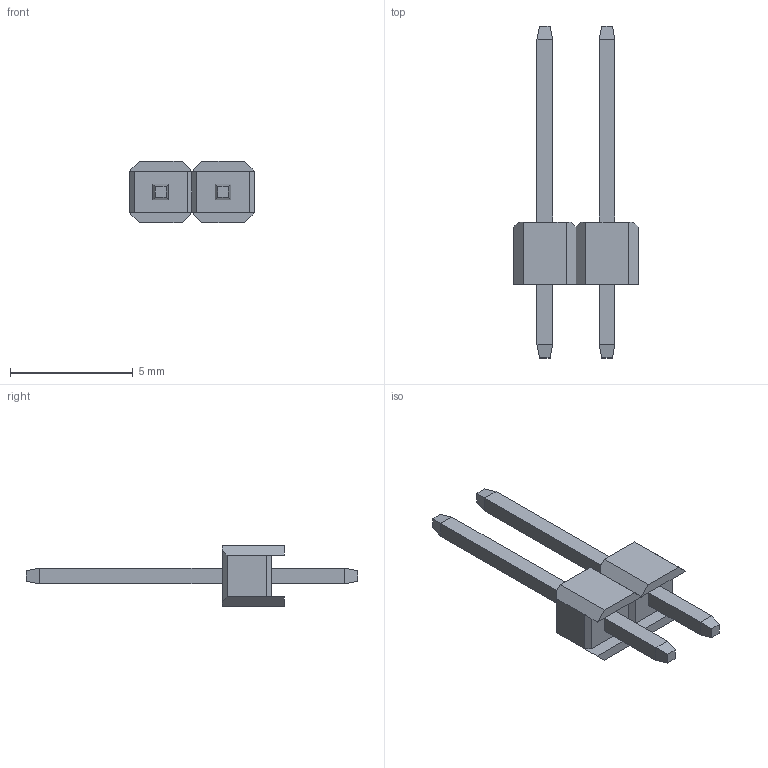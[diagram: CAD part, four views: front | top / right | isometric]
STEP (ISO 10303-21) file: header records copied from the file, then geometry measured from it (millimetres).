
FILE_DESCRIPTION (( 'STEP AP214' ), '1' );
FILE_NAME ('1x2 Male Pin Header.STEP', '2021-11-12T15:37:28', ( 'M.B.I.' ), ( '' ), 'SwSTEP 2.0', '', '' );
FILE_SCHEMA (( 'AUTOMOTIVE_DESIGN' ));
Length unit declared in the file: millimetre
Products named in the file (1): 1x2 Male Pin Header
Bounding box: 5.08 x 13.54 x 2.5 mm (x, y, z)
Volume: 34.9 mm3; surface area: 143.3 mm2
Topology: 3 solids, 3 shells, 84 faces, 210 edges, 132 vertices
Faces by surface type: plane 84
Entity records: 2482 total; most frequent: CARTESIAN_POINT 427, ORIENTED_EDGE 420, DIRECTION 380, LINE 210, VECTOR 210, EDGE_CURVE 210, VERTEX_POINT 132, EDGE_LOOP 88
